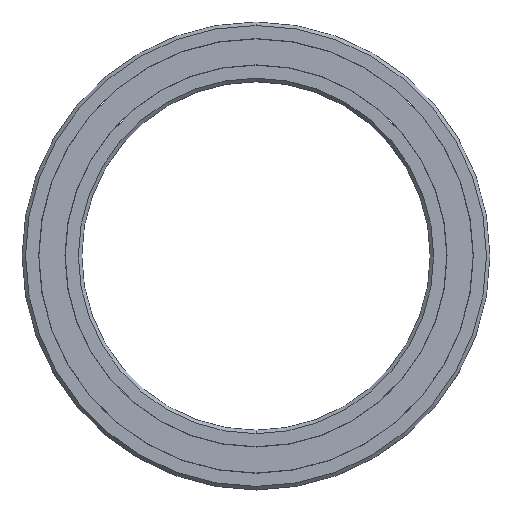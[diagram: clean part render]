
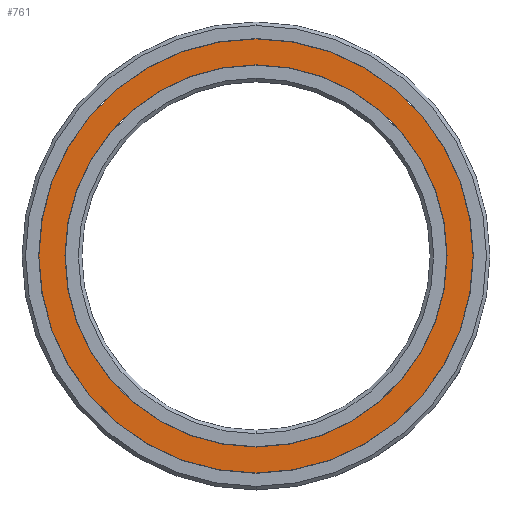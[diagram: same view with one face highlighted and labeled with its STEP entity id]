
A CAD part, top view. The second image highlights one B-rep face of the part: STEP entity #761.
In plain terms, the highlighted planar face has unit normal (0, 0, 1).
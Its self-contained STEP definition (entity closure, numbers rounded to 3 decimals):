
#10 = EDGE_CURVE ( 'NONE', #415, #1856, #1472, .T. ) ;
#37 = AXIS2_PLACEMENT_3D ( 'NONE', #1514, #1338, #1619 ) ;
#155 = DIRECTION ( 'NONE',  ( 0., 0., 1. ) ) ;
#159 = DIRECTION ( 'NONE',  ( 0., 0., 1. ) ) ;
#174 = AXIS2_PLACEMENT_3D ( 'NONE', #568, #1161, #1454 ) ;
#194 = CARTESIAN_POINT ( 'NONE',  ( 0., 0., 2.965 ) ) ;
#289 = CARTESIAN_POINT ( 'NONE',  ( 0., -21.808, 2.965 ) ) ;
#397 = AXIS2_PLACEMENT_3D ( 'NONE', #608, #155, #1664 ) ;
#415 = VERTEX_POINT ( 'NONE', #1670 ) ;
#420 = EDGE_LOOP ( 'NONE', ( #826, #626 ) ) ;
#474 = CARTESIAN_POINT ( 'NONE',  ( 0., 0., 2.965 ) ) ;
#517 = DIRECTION ( 'NONE',  ( 0., -1., 0. ) ) ;
#554 = CARTESIAN_POINT ( 'NONE',  ( 0., 19.192, 2.965 ) ) ;
#568 = CARTESIAN_POINT ( 'NONE',  ( 0., 19.192, 2.965 ) ) ;
#579 = EDGE_LOOP ( 'NONE', ( #904, #1395 ) ) ;
#608 = CARTESIAN_POINT ( 'NONE',  ( 0., 0., 2.965 ) ) ;
#626 = ORIENTED_EDGE ( 'NONE', *, *, #1387, .F. ) ;
#721 = FACE_OUTER_BOUND ( 'NONE', #579, .T. ) ;
#742 = CIRCLE ( 'NONE', #1728, 21.808 ) ;
#761 = ADVANCED_FACE ( 'NONE', ( #869, #721 ), #1301, .F. ) ;
#826 = ORIENTED_EDGE ( 'NONE', *, *, #1857, .F. ) ;
#833 = CIRCLE ( 'NONE', #37, 19.192 ) ;
#869 = FACE_BOUND ( 'NONE', #420, .T. ) ;
#888 = AXIS2_PLACEMENT_3D ( 'NONE', #474, #159, #1075 ) ;
#904 = ORIENTED_EDGE ( 'NONE', *, *, #1562, .T. ) ;
#931 = CARTESIAN_POINT ( 'NONE',  ( 0., -19.192, 2.965 ) ) ;
#1023 = VERTEX_POINT ( 'NONE', #554 ) ;
#1075 = DIRECTION ( 'NONE',  ( 0., -1., 0. ) ) ;
#1104 = DIRECTION ( 'NONE',  ( 0., 0., 1. ) ) ;
#1161 = DIRECTION ( 'NONE',  ( 0., 0., -1. ) ) ;
#1301 = PLANE ( 'NONE',  #174 ) ;
#1338 = DIRECTION ( 'NONE',  ( 0., 0., 1. ) ) ;
#1387 = EDGE_CURVE ( 'NONE', #1023, #1467, #1758, .T. ) ;
#1395 = ORIENTED_EDGE ( 'NONE', *, *, #10, .T. ) ;
#1454 = DIRECTION ( 'NONE',  ( 0., 1., 0. ) ) ;
#1467 = VERTEX_POINT ( 'NONE', #931 ) ;
#1472 = CIRCLE ( 'NONE', #888, 21.808 ) ;
#1514 = CARTESIAN_POINT ( 'NONE',  ( 0., 0., 2.965 ) ) ;
#1562 = EDGE_CURVE ( 'NONE', #1856, #415, #742, .T. ) ;
#1619 = DIRECTION ( 'NONE',  ( 0., -1., 0. ) ) ;
#1664 = DIRECTION ( 'NONE',  ( 0., -1., 0. ) ) ;
#1670 = CARTESIAN_POINT ( 'NONE',  ( 0., 21.808, 2.965 ) ) ;
#1728 = AXIS2_PLACEMENT_3D ( 'NONE', #194, #1104, #517 ) ;
#1758 = CIRCLE ( 'NONE', #397, 19.192 ) ;
#1856 = VERTEX_POINT ( 'NONE', #289 ) ;
#1857 = EDGE_CURVE ( 'NONE', #1467, #1023, #833, .T. ) ;
